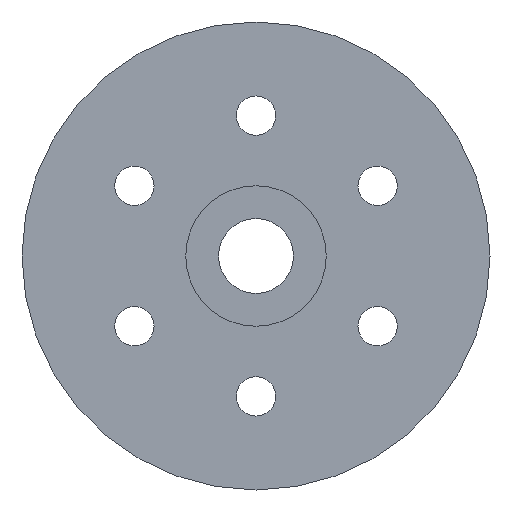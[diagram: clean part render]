
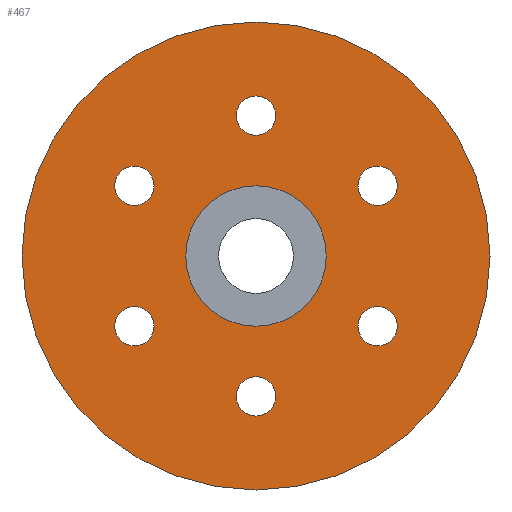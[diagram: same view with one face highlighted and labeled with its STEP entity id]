
A CAD part, left-side view. The second image highlights one B-rep face of the part: STEP entity #467.
In plain terms, the highlighted planar face has unit normal (-1, 0, 0).
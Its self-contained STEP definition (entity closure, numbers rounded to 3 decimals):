
#78=FACE_BOUND('',#150,.T.);
#79=FACE_BOUND('',#151,.T.);
#80=FACE_BOUND('',#152,.T.);
#81=FACE_BOUND('',#153,.T.);
#82=FACE_BOUND('',#154,.T.);
#83=FACE_BOUND('',#155,.T.);
#84=FACE_BOUND('',#156,.T.);
#112=FACE_OUTER_BOUND('',#149,.T.);
#149=EDGE_LOOP('',(#422));
#150=EDGE_LOOP('',(#423));
#151=EDGE_LOOP('',(#424));
#152=EDGE_LOOP('',(#425));
#153=EDGE_LOOP('',(#426));
#154=EDGE_LOOP('',(#427));
#155=EDGE_LOOP('',(#428));
#156=EDGE_LOOP('',(#429));
#176=CIRCLE('',#513,25.);
#194=CIRCLE('',#548,7.5);
#196=CIRCLE('',#551,2.1);
#197=CIRCLE('',#553,2.1);
#198=CIRCLE('',#555,2.1);
#199=CIRCLE('',#557,2.1);
#200=CIRCLE('',#559,2.1);
#201=CIRCLE('',#561,2.1);
#215=VERTEX_POINT('',#767);
#233=VERTEX_POINT('',#830);
#235=VERTEX_POINT('',#836);
#236=VERTEX_POINT('',#840);
#237=VERTEX_POINT('',#844);
#238=VERTEX_POINT('',#848);
#239=VERTEX_POINT('',#852);
#240=VERTEX_POINT('',#856);
#262=EDGE_CURVE('',#215,#215,#176,.T.);
#290=EDGE_CURVE('',#233,#233,#194,.T.);
#293=EDGE_CURVE('',#235,#235,#196,.T.);
#295=EDGE_CURVE('',#236,#236,#197,.T.);
#297=EDGE_CURVE('',#237,#237,#198,.T.);
#299=EDGE_CURVE('',#238,#238,#199,.T.);
#301=EDGE_CURVE('',#239,#239,#200,.T.);
#303=EDGE_CURVE('',#240,#240,#201,.T.);
#422=ORIENTED_EDGE('',*,*,#262,.F.);
#423=ORIENTED_EDGE('',*,*,#303,.F.);
#424=ORIENTED_EDGE('',*,*,#301,.F.);
#425=ORIENTED_EDGE('',*,*,#299,.F.);
#426=ORIENTED_EDGE('',*,*,#297,.F.);
#427=ORIENTED_EDGE('',*,*,#295,.F.);
#428=ORIENTED_EDGE('',*,*,#293,.F.);
#429=ORIENTED_EDGE('',*,*,#290,.F.);
#439=PLANE('',#563);
#467=ADVANCED_FACE('',(#112,#78,#79,#80,#81,#82,#83,#84),#439,.F.);
#513=AXIS2_PLACEMENT_3D('',#769,#612,#613);
#548=AXIS2_PLACEMENT_3D('',#832,#692,#693);
#551=AXIS2_PLACEMENT_3D('',#838,#699,#700);
#553=AXIS2_PLACEMENT_3D('',#842,#704,#705);
#555=AXIS2_PLACEMENT_3D('',#846,#709,#710);
#557=AXIS2_PLACEMENT_3D('',#850,#714,#715);
#559=AXIS2_PLACEMENT_3D('',#854,#719,#720);
#561=AXIS2_PLACEMENT_3D('',#858,#724,#725);
#563=AXIS2_PLACEMENT_3D('',#860,#728,#729);
#612=DIRECTION('center_axis',(1.,0.,0.));
#613=DIRECTION('ref_axis',(0.,1.,0.));
#692=DIRECTION('center_axis',(-1.,0.,0.));
#693=DIRECTION('ref_axis',(0.,-1.,0.));
#699=DIRECTION('center_axis',(-1.,0.,0.));
#700=DIRECTION('ref_axis',(0.,-1.,0.));
#704=DIRECTION('center_axis',(-1.,0.,0.));
#705=DIRECTION('ref_axis',(0.,-1.,0.));
#709=DIRECTION('center_axis',(-1.,0.,0.));
#710=DIRECTION('ref_axis',(0.,-1.,0.));
#714=DIRECTION('center_axis',(-1.,0.,0.));
#715=DIRECTION('ref_axis',(0.,-1.,0.));
#719=DIRECTION('center_axis',(-1.,0.,0.));
#720=DIRECTION('ref_axis',(0.,-1.,0.));
#724=DIRECTION('center_axis',(-1.,0.,0.));
#725=DIRECTION('ref_axis',(0.,-1.,0.));
#728=DIRECTION('center_axis',(1.,0.,0.));
#729=DIRECTION('ref_axis',(0.,0.,-1.));
#767=CARTESIAN_POINT('',(0.,-25.,0.));
#769=CARTESIAN_POINT('Origin',(0.,0.,0.));
#830=CARTESIAN_POINT('',(0.,7.5,0.));
#832=CARTESIAN_POINT('Origin',(0.,0.,0.));
#836=CARTESIAN_POINT('',(0.,2.1,-15.));
#838=CARTESIAN_POINT('Origin',(0.,0.,-15.));
#840=CARTESIAN_POINT('',(0.,15.09,-7.5));
#842=CARTESIAN_POINT('Origin',(0.,12.99,-7.5));
#844=CARTESIAN_POINT('',(0.,15.09,7.5));
#846=CARTESIAN_POINT('Origin',(0.,12.99,7.5));
#848=CARTESIAN_POINT('',(0.,2.1,15.));
#850=CARTESIAN_POINT('Origin',(0.,0.,15.));
#852=CARTESIAN_POINT('',(0.,-10.89,7.5));
#854=CARTESIAN_POINT('Origin',(0.,-12.99,7.5));
#856=CARTESIAN_POINT('',(0.,-10.89,-7.5));
#858=CARTESIAN_POINT('Origin',(0.,-12.99,-7.5));
#860=CARTESIAN_POINT('Origin',(0.,0.,0.));
